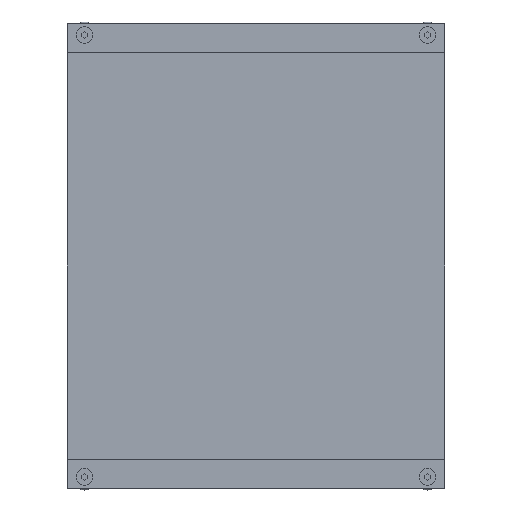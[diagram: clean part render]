
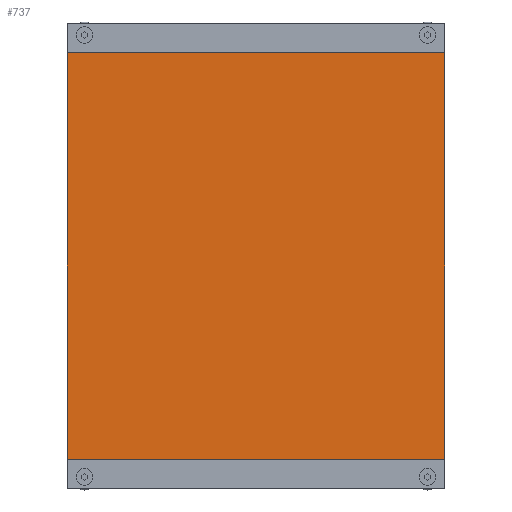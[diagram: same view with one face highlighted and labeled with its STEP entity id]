
A CAD part, top view. The second image highlights one B-rep face of the part: STEP entity #737.
In plain terms, the highlighted planar face has unit normal (0, 0, 1).
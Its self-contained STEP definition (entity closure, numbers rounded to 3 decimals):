
#152=PLANE('',#881);
#190=FACE_OUTER_BOUND('',#238,.T.);
#238=EDGE_LOOP('',(#688,#689,#690,#691));
#284=LINE('',#1351,#338);
#287=LINE('',#1357,#341);
#290=LINE('',#1363,#344);
#293=LINE('',#1367,#347);
#338=VECTOR('',#1119,10.);
#341=VECTOR('',#1124,10.);
#344=VECTOR('',#1129,10.);
#347=VECTOR('',#1134,10.);
#432=VERTEX_POINT('',#1348);
#433=VERTEX_POINT('',#1350);
#435=VERTEX_POINT('',#1356);
#437=VERTEX_POINT('',#1362);
#514=EDGE_CURVE('',#433,#432,#284,.T.);
#517=EDGE_CURVE('',#435,#433,#287,.T.);
#520=EDGE_CURVE('',#437,#435,#290,.T.);
#523=EDGE_CURVE('',#432,#437,#293,.T.);
#688=ORIENTED_EDGE('',*,*,#523,.T.);
#689=ORIENTED_EDGE('',*,*,#520,.T.);
#690=ORIENTED_EDGE('',*,*,#517,.T.);
#691=ORIENTED_EDGE('',*,*,#514,.T.);
#737=ADVANCED_FACE('',(#190),#152,.T.);
#881=AXIS2_PLACEMENT_3D('',#1368,#1135,#1136);
#1119=DIRECTION('',(1.,0.,0.));
#1124=DIRECTION('',(0.,-1.,0.));
#1129=DIRECTION('',(-1.,0.,0.));
#1134=DIRECTION('',(0.,1.,0.));
#1135=DIRECTION('center_axis',(0.,0.,1.));
#1136=DIRECTION('ref_axis',(1.,0.,0.));
#1348=CARTESIAN_POINT('',(65.,-70.,0.5));
#1350=CARTESIAN_POINT('',(-65.,-70.,0.5));
#1351=CARTESIAN_POINT('',(-65.,-70.,0.5));
#1356=CARTESIAN_POINT('',(-65.,70.,0.5));
#1357=CARTESIAN_POINT('',(-65.,70.,0.5));
#1362=CARTESIAN_POINT('',(65.,70.,0.5));
#1363=CARTESIAN_POINT('',(65.,70.,0.5));
#1367=CARTESIAN_POINT('',(65.,-70.,0.5));
#1368=CARTESIAN_POINT('Origin',(0.,0.,0.5));
